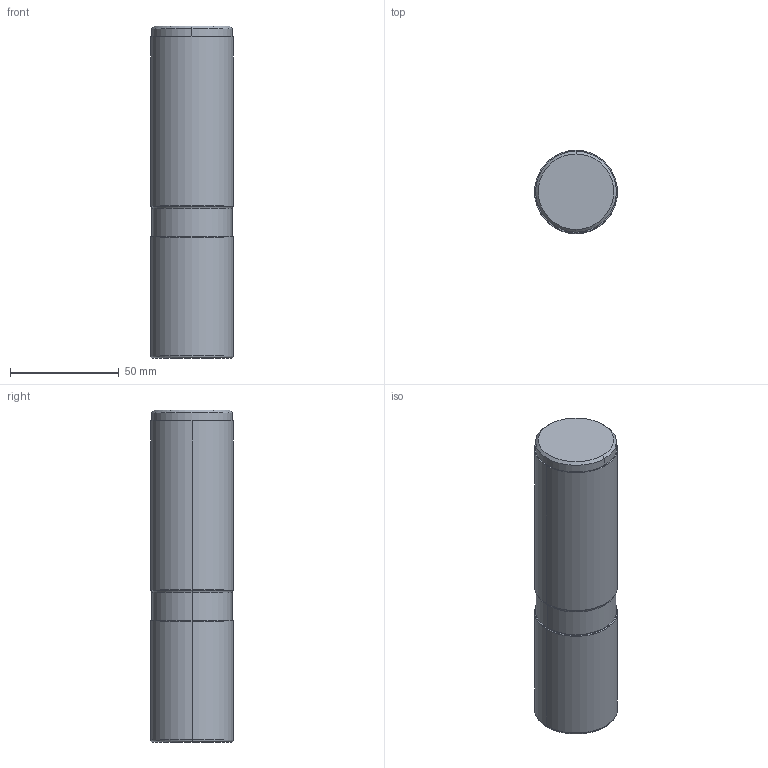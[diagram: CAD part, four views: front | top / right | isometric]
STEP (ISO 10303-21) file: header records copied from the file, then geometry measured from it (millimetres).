
FILE_DESCRIPTION(/* description */ (''),/* implementation_level */ '2;1');
FILE_NAME(/* name */ 'APX3KUR243FA24M21A18_IR0_039.stp',/* time_stamp */ '2021-09-08T11:44:43+09:00',/* author */ (''),/* organization */ (''),/* preprocessor_version */ 'ST-DEVELOPER v16',/* originating_system */ 'SIEMENS PLM Software NX 10.0',/* authorisation */ '');
FILE_SCHEMA (('AUTOMOTIVE_DESIGN { 1 0 10303 214 3 1 1 1 }'));
Length unit declared in the file: millimetre
Products named in the file (1): APX3KUR243FA24M21A18_IR0_039_ASM
Bounding box: 38.1 x 38.1 x 152.4 mm (x, y, z)
Volume: 202412.1 mm3; surface area: 32240.3 mm2
Topology: 2 solids, 2 shells, 78 faces, 190 edges, 151 vertices
Faces by surface type: torus 38, cone 16, cylinder 10, plane 8, revolution 6
Entity records: 2650 total; most frequent: CARTESIAN_POINT 558, DIRECTION 492, ORIENTED_EDGE 324, AXIS2_PLACEMENT_3D 226, EDGE_CURVE 162, CIRCLE 143, VERTEX_POINT 92, EDGE_LOOP 84
